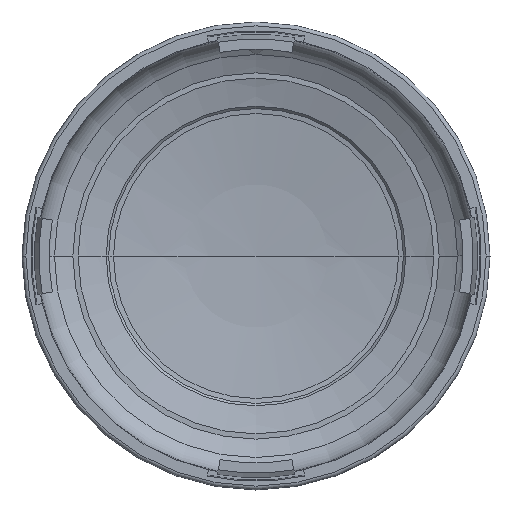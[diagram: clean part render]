
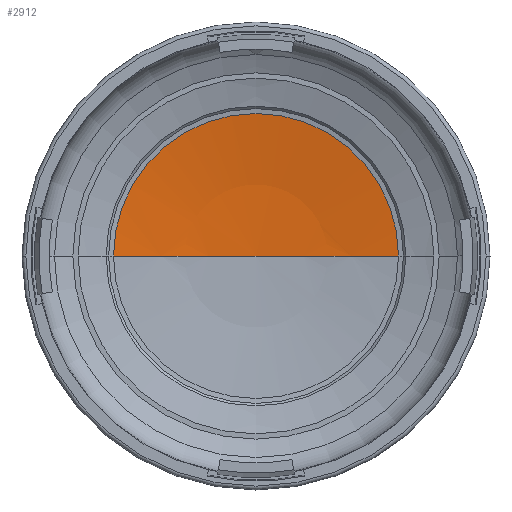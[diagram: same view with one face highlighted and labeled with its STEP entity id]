
A CAD part, front view. The second image highlights one B-rep face of the part: STEP entity #2912.
In plain terms, the highlighted spherical face has radius 50.101 mm.
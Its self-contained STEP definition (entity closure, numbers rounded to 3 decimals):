
#1069=CARTESIAN_POINT('',(0.,-15.001,0.));
#1070=DIRECTION('',(0.,0.,-1.));
#1071=DIRECTION('',(-0.152,0.988,0.));
#1072=AXIS2_PLACEMENT_3D('',#1069,#1070,#1071);
#1077=CARTESIAN_POINT('',(0.,34.519,0.));
#1078=DIRECTION('',(0.,1.,0.));
#1079=DIRECTION('',(-1.,0.,0.));
#1080=AXIS2_PLACEMENT_3D('',#1077,#1078,#1079);
#1085=CARTESIAN_POINT('',(0.,-15.001,0.));
#1086=DIRECTION('',(0.,0.,1.));
#1087=DIRECTION('',(0.152,0.988,0.));
#1088=AXIS2_PLACEMENT_3D('',#1085,#1086,#1087);
#1931=CARTESIAN_POINT('',(-7.611,34.519,0.));
#1932=VERTEX_POINT('',#1931);
#1933=CARTESIAN_POINT('',(0.,35.1,0.));
#1934=VERTEX_POINT('',#1933);
#1935=CARTESIAN_POINT('',(7.611,34.519,0.));
#1936=VERTEX_POINT('',#1935);
#2900=CARTESIAN_POINT('',(0.,-15.001,0.));
#2901=DIRECTION('',(0.,-1.,0.));
#2902=DIRECTION('',(-1.,0.,0.));
#2903=AXIS2_PLACEMENT_3D('',#2900,#2901,#2902);
#2904=SPHERICAL_SURFACE('',#2903,50.101);
#2906=ORIENTED_EDGE('',*,*,#2905,.F.);
#2907=ORIENTED_EDGE('',*,*,#2895,.T.);
#2909=ORIENTED_EDGE('',*,*,#2908,.T.);
#2910=EDGE_LOOP('',(#2906,#2907,#2909));
#2911=FACE_OUTER_BOUND('',#2910,.F.);
#2912=ADVANCED_FACE('',(#2911),#2904,.F.);
#1073=CIRCLE('',#1072,50.101);
#1081=CIRCLE('',#1080,7.611);
#1089=CIRCLE('',#1088,50.101);
#2895=EDGE_CURVE('',#1932,#1936,#1081,.T.);
#2905=EDGE_CURVE('',#1932,#1934,#1073,.T.);
#2908=EDGE_CURVE('',#1936,#1934,#1089,.T.);
